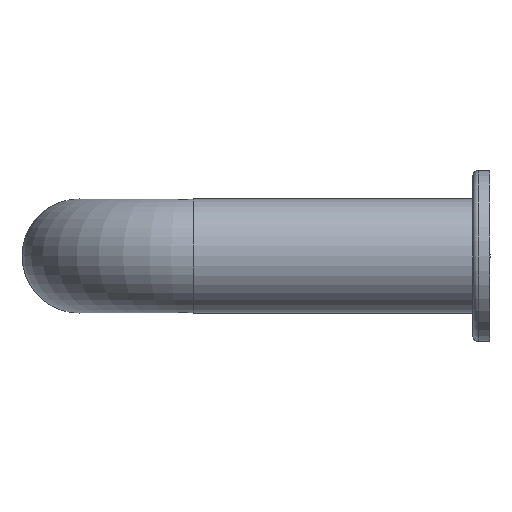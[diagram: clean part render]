
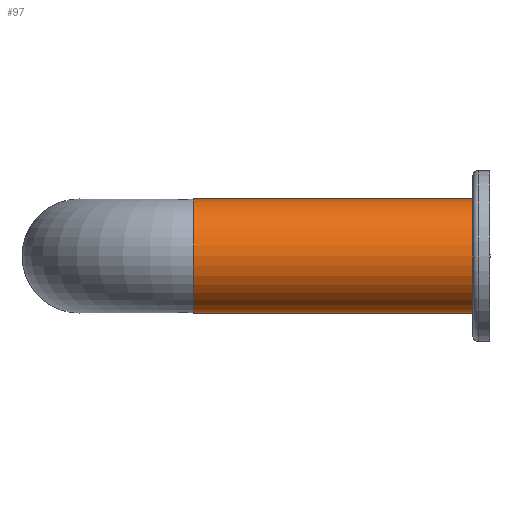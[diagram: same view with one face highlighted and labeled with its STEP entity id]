
A CAD part, left-side view. The second image highlights one B-rep face of the part: STEP entity #97.
In plain terms, the highlighted cylindrical face has radius 5 mm (diameter 10 mm), a full revolution.
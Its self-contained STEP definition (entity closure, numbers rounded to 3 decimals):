
#97 = ADVANCED_FACE( '', ( #212, #213 ), #214, .T. );
#212 = FACE_OUTER_BOUND( '', #319, .T. );
#213 = FACE_OUTER_BOUND( '', #320, .T. );
#214 = CYLINDRICAL_SURFACE( '', #321, 5. );
#319 = EDGE_LOOP( '', ( #468 ) );
#320 = EDGE_LOOP( '', ( #469 ) );
#321 = AXIS2_PLACEMENT_3D( '', #470, #471, #472 );
#468 = ORIENTED_EDGE( '', *, *, #517, .F. );
#469 = ORIENTED_EDGE( '', *, *, #514, .T. );
#470 = CARTESIAN_POINT( '', ( 5., 0., 0. ) );
#471 = DIRECTION( '', ( 0., 1., 0. ) );
#472 = DIRECTION( '', ( 0., 0., -1. ) );
#514 = EDGE_CURVE( '', #584, #584, #585, .T. );
#517 = EDGE_CURVE( '', #588, #588, #589, .T. );
#584 = VERTEX_POINT( '', #657 );
#585 = CIRCLE( '', #658, 5. );
#588 = VERTEX_POINT( '', #661 );
#589 = CIRCLE( '', #662, 5. );
#657 = CARTESIAN_POINT( '', ( 5., 26., -5. ) );
#658 = AXIS2_PLACEMENT_3D( '', #733, #734, #735 );
#661 = CARTESIAN_POINT( '', ( 5., 1.5, -5. ) );
#662 = AXIS2_PLACEMENT_3D( '', #736, #737, #738 );
#733 = CARTESIAN_POINT( '', ( 5., 26., 0. ) );
#734 = DIRECTION( '', ( 0., -1., 0. ) );
#735 = DIRECTION( '', ( 0., 0., -1. ) );
#736 = CARTESIAN_POINT( '', ( 5., 1.5, 0. ) );
#737 = DIRECTION( '', ( 0., -1., 0. ) );
#738 = DIRECTION( '', ( 0., 0., -1. ) );
